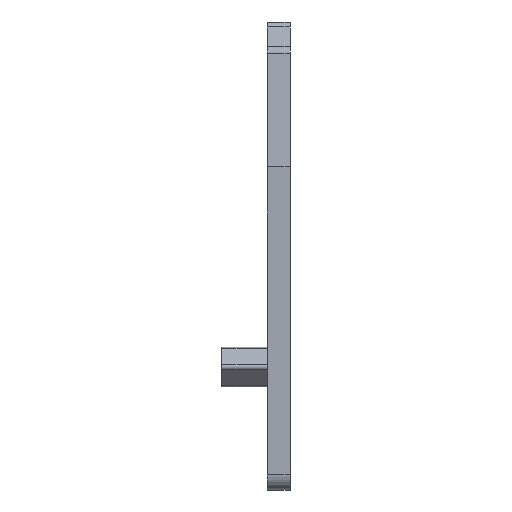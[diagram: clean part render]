
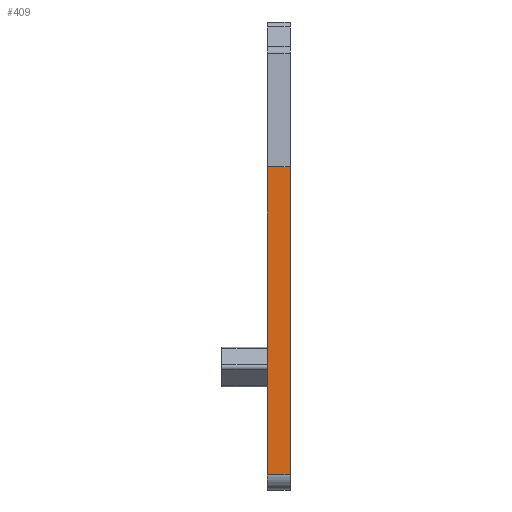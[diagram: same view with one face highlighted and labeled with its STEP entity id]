
A CAD part, front view. The second image highlights one B-rep face of the part: STEP entity #409.
In plain terms, the highlighted planar face has unit normal (0, -1, 0).
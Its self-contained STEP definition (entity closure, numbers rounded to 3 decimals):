
#382=AXIS2_PLACEMENT_3D('Plane Axis2P3D',#379,#380,#381) ;
#350=CARTESIAN_POINT('Vertex',(3.,0.,21.267)) ;
#353=CARTESIAN_POINT('Line Origine',(3.75,0.,21.267)) ;
#357=CARTESIAN_POINT('Vertex',(4.5,0.,21.267)) ;
#379=CARTESIAN_POINT('Axis2P3D Location',(3.,0.,21.267)) ;
#384=CARTESIAN_POINT('Line Origine',(3.,0.,11.133)) ;
#388=CARTESIAN_POINT('Vertex',(3.,0.,1.)) ;
#391=CARTESIAN_POINT('Line Origine',(3.75,0.,1.)) ;
#395=CARTESIAN_POINT('Vertex',(4.5,0.,1.)) ;
#398=CARTESIAN_POINT('Line Origine',(4.5,0.,11.133)) ;
#354=DIRECTION('Vector Direction',(1.,0.,0.)) ;
#380=DIRECTION('Axis2P3D Direction',(0.,-1.,0.)) ;
#381=DIRECTION('Axis2P3D XDirection',(0.,0.,-1.)) ;
#385=DIRECTION('Vector Direction',(0.,0.,-1.)) ;
#392=DIRECTION('Vector Direction',(1.,0.,0.)) ;
#399=DIRECTION('Vector Direction',(0.,0.,-1.)) ;
#355=VECTOR('Line Direction',#354,1.) ;
#386=VECTOR('Line Direction',#385,1.) ;
#393=VECTOR('Line Direction',#392,1.) ;
#400=VECTOR('Line Direction',#399,1.) ;
#404=ORIENTED_EDGE('',*,*,#359,.F.) ;
#405=ORIENTED_EDGE('',*,*,#390,.T.) ;
#406=ORIENTED_EDGE('',*,*,#397,.T.) ;
#407=ORIENTED_EDGE('',*,*,#402,.F.) ;
#409=ADVANCED_FACE('ZAP ZDU2.5 2AN',(#408),#383,.T.) ;
#359=EDGE_CURVE('',#351,#358,#356,.T.) ;
#390=EDGE_CURVE('',#351,#389,#387,.T.) ;
#397=EDGE_CURVE('',#389,#396,#394,.T.) ;
#402=EDGE_CURVE('',#358,#396,#401,.T.) ;
#403=EDGE_LOOP('',(#404,#405,#406,#407)) ;
#408=FACE_OUTER_BOUND('',#403,.T.) ;
#356=LINE('Line',#353,#355) ;
#387=LINE('Line',#384,#386) ;
#394=LINE('Line',#391,#393) ;
#401=LINE('Line',#398,#400) ;
#383=PLANE('',#382) ;
#351=VERTEX_POINT('',#350) ;
#358=VERTEX_POINT('',#357) ;
#389=VERTEX_POINT('',#388) ;
#396=VERTEX_POINT('',#395) ;
